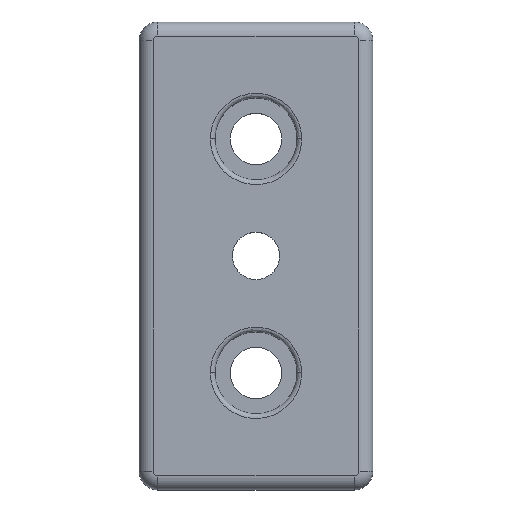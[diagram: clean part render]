
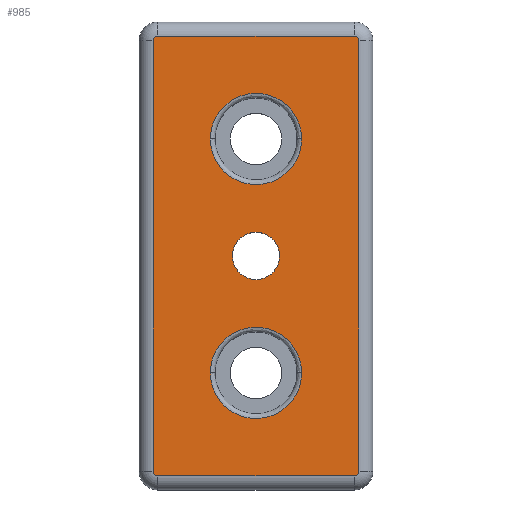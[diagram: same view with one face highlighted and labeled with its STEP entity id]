
A CAD part, top view. The second image highlights one B-rep face of the part: STEP entity #985.
In plain terms, the highlighted planar face has unit normal (0, 0, 1).
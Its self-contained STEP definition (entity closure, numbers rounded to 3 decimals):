
#6 = EDGE_CURVE ( 'NONE', #2904, #2723, #2707, .T. ) ;
#18 = CARTESIAN_POINT ( 'NONE',  ( -21., 47., 0. ) ) ;
#32 = EDGE_CURVE ( 'NONE', #976, #1260, #1723, .T. ) ;
#108 = CARTESIAN_POINT ( 'NONE',  ( -21., -46., 0. ) ) ;
#142 = DIRECTION ( 'NONE',  ( 0., 0., 1. ) ) ;
#166 = CARTESIAN_POINT ( 'NONE',  ( 21., 46., 0. ) ) ;
#182 = ORIENTED_EDGE ( 'NONE', *, *, #2000, .F. ) ;
#183 = VERTEX_POINT ( 'NONE', #18 ) ;
#185 = CARTESIAN_POINT ( 'NONE',  ( 9.75, -25., 0. ) ) ;
#197 = DIRECTION ( 'NONE',  ( -1., 0., 0. ) ) ;
#226 = VERTEX_POINT ( 'NONE', #288 ) ;
#250 = DIRECTION ( 'NONE',  ( 0., 0., 1. ) ) ;
#251 = AXIS2_PLACEMENT_3D ( 'NONE', #166, #1757, #2575 ) ;
#288 = CARTESIAN_POINT ( 'NONE',  ( 9.75, -25., 0. ) ) ;
#296 = ORIENTED_EDGE ( 'NONE', *, *, #1063, .T. ) ;
#297 = DIRECTION ( 'NONE',  ( 0., 0., 1. ) ) ;
#317 = AXIS2_PLACEMENT_3D ( 'NONE', #2912, #297, #551 ) ;
#364 = EDGE_CURVE ( 'NONE', #430, #2720, #959, .T. ) ;
#369 = VERTEX_POINT ( 'NONE', #1975 ) ;
#394 = CIRCLE ( 'NONE', #1623, 1. ) ;
#414 = VECTOR ( 'NONE', #1029, 1000. ) ;
#419 = VERTEX_POINT ( 'NONE', #1996 ) ;
#426 = AXIS2_PLACEMENT_3D ( 'NONE', #1559, #3371, #1055 ) ;
#430 = VERTEX_POINT ( 'NONE', #3026 ) ;
#443 = CARTESIAN_POINT ( 'NONE',  ( 21., -46., 0. ) ) ;
#479 = AXIS2_PLACEMENT_3D ( 'NONE', #108, #1673, #2724 ) ;
#551 = DIRECTION ( 'NONE',  ( -1., 0., 0. ) ) ;
#561 = CIRCLE ( 'NONE', #317, 1. ) ;
#567 = CARTESIAN_POINT ( 'NONE',  ( 9.75, 5.5, 0. ) ) ;
#572 = CARTESIAN_POINT ( 'NONE',  ( 22., -46., 0. ) ) ;
#630 = LINE ( 'NONE', #3007, #1163 ) ;
#691 = CARTESIAN_POINT ( 'NONE',  ( 21., -47., 0. ) ) ;
#748 = CARTESIAN_POINT ( 'NONE',  ( 9.75, -44.5, 0. ) ) ;
#750 = CARTESIAN_POINT ( 'NONE',  ( -22., 46., 0. ) ) ;
#774 = CIRCLE ( 'NONE', #426, 5.053 ) ;
#778 = VERTEX_POINT ( 'NONE', #1357 ) ;
#780 = VECTOR ( 'NONE', #853, 1000. ) ;
#851 = ORIENTED_EDGE ( 'NONE', *, *, #364, .F. ) ;
#853 = DIRECTION ( 'NONE',  ( 0., -1., 0. ) ) ;
#865 = EDGE_CURVE ( 'NONE', #1260, #976, #3124, .T. ) ;
#943 = DIRECTION ( 'NONE',  ( -1., 0., 0. ) ) ;
#959 = CIRCLE ( 'NONE', #2299, 5.053 ) ;
#970 = DIRECTION ( 'NONE',  ( 1., 0., 0. ) ) ;
#976 = VERTEX_POINT ( 'NONE', #3321 ) ;
#985 = ADVANCED_FACE ( 'NONE', ( #1042, #1480, #2586, #2770 ), #3002, .F. ) ;
#1029 = DIRECTION ( 'NONE',  ( 0., 1., 0. ) ) ;
#1037 = EDGE_CURVE ( 'NONE', #226, #778, #3292, .T. ) ;
#1042 = FACE_BOUND ( 'NONE', #2834, .T. ) ;
#1055 = DIRECTION ( 'NONE',  ( 1., 0., 0. ) ) ;
#1063 = EDGE_CURVE ( 'NONE', #1630, #1135, #394, .T. ) ;
#1117 = ORIENTED_EDGE ( 'NONE', *, *, #6, .F. ) ;
#1135 = VERTEX_POINT ( 'NONE', #1808 ) ;
#1162 = EDGE_CURVE ( 'NONE', #183, #2723, #561, .T. ) ;
#1163 = VECTOR ( 'NONE', #3249, 1000. ) ;
#1260 = VERTEX_POINT ( 'NONE', #1639 ) ;
#1266 = EDGE_CURVE ( 'NONE', #419, #1135, #1951, .T. ) ;
#1283 = CARTESIAN_POINT ( 'NONE',  ( -22., -46., 0. ) ) ;
#1331 = AXIS2_PLACEMENT_3D ( 'NONE', #443, #1471, #197 ) ;
#1357 = CARTESIAN_POINT ( 'NONE',  ( -9.75, -25., 0. ) ) ;
#1455 = CARTESIAN_POINT ( 'NONE',  ( -21., -47., 0. ) ) ;
#1471 = DIRECTION ( 'NONE',  ( 0., 0., -1. ) ) ;
#1480 = FACE_BOUND ( 'NONE', #3100, .T. ) ;
#1481 = CARTESIAN_POINT ( 'NONE',  ( -9.75, -25., 0. ) ) ;
#1504 = EDGE_CURVE ( 'NONE', #1630, #1585, #2066, .T. ) ;
#1529 = CARTESIAN_POINT ( 'NONE',  ( 21., -46., 0. ) ) ;
#1541 = ORIENTED_EDGE ( 'NONE', *, *, #1037, .F. ) ;
#1559 = CARTESIAN_POINT ( 'NONE',  ( 0., 0., 0. ) ) ;
#1581 = ORIENTED_EDGE ( 'NONE', *, *, #1266, .F. ) ;
#1585 = VERTEX_POINT ( 'NONE', #1455 ) ;
#1614 = ORIENTED_EDGE ( 'NONE', *, *, #1728, .F. ) ;
#1623 = AXIS2_PLACEMENT_3D ( 'NONE', #1529, #250, #2576 ) ;
#1630 = VERTEX_POINT ( 'NONE', #2007 ) ;
#1639 = CARTESIAN_POINT ( 'NONE',  ( -9.75, 25., 0. ) ) ;
#1645 = EDGE_CURVE ( 'NONE', #419, #369, #2792, .T. ) ;
#1650 = CARTESIAN_POINT ( 'NONE',  ( -9.75, 25., 0. ) ) ;
#1673 = DIRECTION ( 'NONE',  ( 0., 0., 1. ) ) ;
#1723 =( BOUNDED_CURVE ( )  B_SPLINE_CURVE ( 3, ( #2574, #2309, #3048, #1764 ),
 .UNSPECIFIED., .F., .F. ) 
 B_SPLINE_CURVE_WITH_KNOTS ( ( 4, 4 ),
 ( 0., 1. ),
 .UNSPECIFIED. ) 
 CURVE ( )  GEOMETRIC_REPRESENTATION_ITEM ( )  RATIONAL_B_SPLINE_CURVE ( ( 1., 0.333, 0.333, 1. ) ) 
 REPRESENTATION_ITEM ( '' )  );
#1726 = CARTESIAN_POINT ( 'NONE',  ( 0., 0., 0. ) ) ;
#1728 = EDGE_CURVE ( 'NONE', #2720, #430, #774, .T. ) ;
#1746 = ORIENTED_EDGE ( 'NONE', *, *, #32, .F. ) ;
#1757 = DIRECTION ( 'NONE',  ( 0., 0., 1. ) ) ;
#1764 = CARTESIAN_POINT ( 'NONE',  ( -9.75, 25., 0. ) ) ;
#1796 = CARTESIAN_POINT ( 'NONE',  ( -9.75, -44.5, 0. ) ) ;
#1808 = CARTESIAN_POINT ( 'NONE',  ( 22., -46., 0. ) ) ;
#1832 = ORIENTED_EDGE ( 'NONE', *, *, #1645, .T. ) ;
#1836 = EDGE_LOOP ( 'NONE', ( #2871, #296, #1581, #1832, #182, #2829, #1117, #3357 ) ) ;
#1840 = ORIENTED_EDGE ( 'NONE', *, *, #3114, .F. ) ;
#1919 = CARTESIAN_POINT ( 'NONE',  ( -22., -46., 0. ) ) ;
#1951 = LINE ( 'NONE', #572, #780 ) ;
#1954 = CARTESIAN_POINT ( 'NONE',  ( 9.75, 25., 0. ) ) ;
#1975 = CARTESIAN_POINT ( 'NONE',  ( 21., 47., 0. ) ) ;
#1996 = CARTESIAN_POINT ( 'NONE',  ( 22., 46., 0. ) ) ;
#2000 = EDGE_CURVE ( 'NONE', #183, #369, #630, .T. ) ;
#2007 = CARTESIAN_POINT ( 'NONE',  ( 21., -47., 0. ) ) ;
#2014 = CARTESIAN_POINT ( 'NONE',  ( 9.75, -5.5, 0. ) ) ;
#2021 = CARTESIAN_POINT ( 'NONE',  ( 9.75, -25., 0. ) ) ;
#2066 = LINE ( 'NONE', #691, #2327 ) ;
#2299 = AXIS2_PLACEMENT_3D ( 'NONE', #1726, #142, #970 ) ;
#2309 = CARTESIAN_POINT ( 'NONE',  ( 9.75, 44.5, 0. ) ) ;
#2327 = VECTOR ( 'NONE', #943, 1000. ) ;
#2542 = CARTESIAN_POINT ( 'NONE',  ( -9.75, -5.5, 0. ) ) ;
#2574 = CARTESIAN_POINT ( 'NONE',  ( 9.75, 25., 0. ) ) ;
#2575 = DIRECTION ( 'NONE',  ( 0., 1., 0. ) ) ;
#2576 = DIRECTION ( 'NONE',  ( -1., 0., 0. ) ) ;
#2586 = FACE_BOUND ( 'NONE', #3179, .T. ) ;
#2613 =( BOUNDED_CURVE ( )  B_SPLINE_CURVE ( 3, ( #2803, #1796, #748, #2021 ),
 .UNSPECIFIED., .F., .T. ) 
 B_SPLINE_CURVE_WITH_KNOTS ( ( 4, 4 ),
 ( 0., 1. ),
 .UNSPECIFIED. ) 
 CURVE ( )  GEOMETRIC_REPRESENTATION_ITEM ( )  RATIONAL_B_SPLINE_CURVE ( ( 1., 0.333, 0.333, 1. ) ) 
 REPRESENTATION_ITEM ( '' )  );
#2652 = ORIENTED_EDGE ( 'NONE', *, *, #865, .F. ) ;
#2707 = LINE ( 'NONE', #1283, #414 ) ;
#2720 = VERTEX_POINT ( 'NONE', #3041 ) ;
#2723 = VERTEX_POINT ( 'NONE', #750 ) ;
#2724 = DIRECTION ( 'NONE',  ( 0., 1., 0. ) ) ;
#2770 = FACE_OUTER_BOUND ( 'NONE', #1836, .T. ) ;
#2792 = CIRCLE ( 'NONE', #251, 1. ) ;
#2803 = CARTESIAN_POINT ( 'NONE',  ( -9.75, -25., 0. ) ) ;
#2829 = ORIENTED_EDGE ( 'NONE', *, *, #1162, .T. ) ;
#2834 = EDGE_LOOP ( 'NONE', ( #851, #1614 ) ) ;
#2871 = ORIENTED_EDGE ( 'NONE', *, *, #1504, .F. ) ;
#2891 = EDGE_CURVE ( 'NONE', #2904, #1585, #3045, .T. ) ;
#2904 = VERTEX_POINT ( 'NONE', #1919 ) ;
#2912 = CARTESIAN_POINT ( 'NONE',  ( -21., 46., 0. ) ) ;
#3002 = PLANE ( 'NONE',  #1331 ) ;
#3007 = CARTESIAN_POINT ( 'NONE',  ( 21., 47., 0. ) ) ;
#3026 = CARTESIAN_POINT ( 'NONE',  ( 5.053, 0., 0. ) ) ;
#3041 = CARTESIAN_POINT ( 'NONE',  ( -5.053, 0., 0. ) ) ;
#3045 = CIRCLE ( 'NONE', #479, 1. ) ;
#3048 = CARTESIAN_POINT ( 'NONE',  ( -9.75, 44.5, 0. ) ) ;
#3100 = EDGE_LOOP ( 'NONE', ( #2652, #1746 ) ) ;
#3114 = EDGE_CURVE ( 'NONE', #778, #226, #2613, .T. ) ;
#3124 =( BOUNDED_CURVE ( )  B_SPLINE_CURVE ( 3, ( #1650, #3208, #567, #1954 ),
 .UNSPECIFIED., .F., .F. ) 
 B_SPLINE_CURVE_WITH_KNOTS ( ( 4, 4 ),
 ( 0., 1. ),
 .UNSPECIFIED. ) 
 CURVE ( )  GEOMETRIC_REPRESENTATION_ITEM ( )  RATIONAL_B_SPLINE_CURVE ( ( 1., 0.333, 0.333, 1. ) ) 
 REPRESENTATION_ITEM ( '' )  );
#3179 = EDGE_LOOP ( 'NONE', ( #1840, #1541 ) ) ;
#3208 = CARTESIAN_POINT ( 'NONE',  ( -9.75, 5.5, 0. ) ) ;
#3249 = DIRECTION ( 'NONE',  ( 1., 0., 0. ) ) ;
#3292 =( BOUNDED_CURVE ( )  B_SPLINE_CURVE ( 3, ( #185, #2014, #2542, #1481 ),
 .UNSPECIFIED., .F., .F. ) 
 B_SPLINE_CURVE_WITH_KNOTS ( ( 4, 4 ),
 ( 0., 1. ),
 .UNSPECIFIED. ) 
 CURVE ( )  GEOMETRIC_REPRESENTATION_ITEM ( )  RATIONAL_B_SPLINE_CURVE ( ( 1., 0.333, 0.333, 1. ) ) 
 REPRESENTATION_ITEM ( '' )  );
#3321 = CARTESIAN_POINT ( 'NONE',  ( 9.75, 25., 0. ) ) ;
#3357 = ORIENTED_EDGE ( 'NONE', *, *, #2891, .T. ) ;
#3371 = DIRECTION ( 'NONE',  ( 0., 0., 1. ) ) ;
